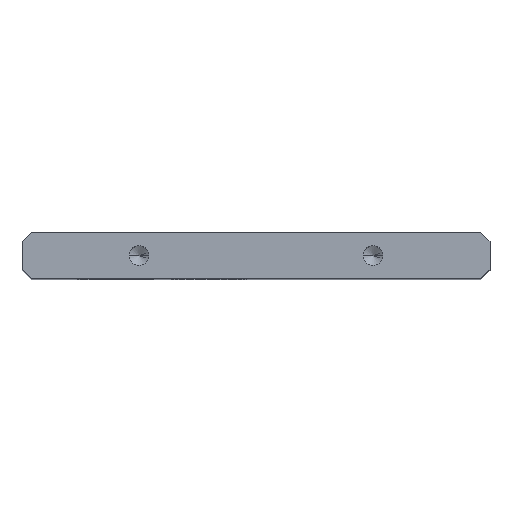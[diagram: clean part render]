
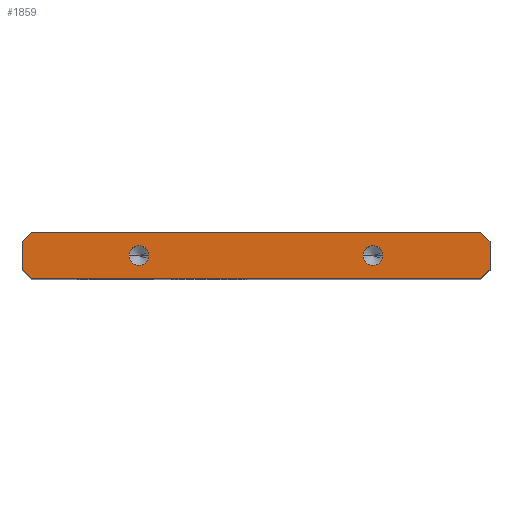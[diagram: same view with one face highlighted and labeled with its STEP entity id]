
A CAD part, top view. The second image highlights one B-rep face of the part: STEP entity #1859.
In plain terms, the highlighted planar face has unit normal (0, 0, 1).
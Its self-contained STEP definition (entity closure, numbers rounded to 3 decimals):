
#47 = AXIS2_PLACEMENT_3D ( 'NONE', #1282, #746, #1111 ) ;
#64 = VERTEX_POINT ( 'NONE', #569 ) ;
#69 = CARTESIAN_POINT ( 'NONE',  ( -17.1, 0., 68.094 ) ) ;
#91 = PLANE ( 'NONE',  #47 ) ;
#109 = CARTESIAN_POINT ( 'NONE',  ( 58., -5., 68.094 ) ) ;
#124 = CARTESIAN_POINT ( 'NONE',  ( -38., 5., 68.094 ) ) ;
#150 = CIRCLE ( 'NONE', #1648, 2.1 ) ;
#166 = VERTEX_POINT ( 'NONE', #470 ) ;
#238 = VECTOR ( 'NONE', #363, 1000. ) ;
#244 = VERTEX_POINT ( 'NONE', #1795 ) ;
#274 = DIRECTION ( 'NONE',  ( 0., 0., 1. ) ) ;
#276 = CIRCLE ( 'NONE', #1486, 2.1 ) ;
#348 = ORIENTED_EDGE ( 'NONE', *, *, #1683, .F. ) ;
#360 = ORIENTED_EDGE ( 'NONE', *, *, #1694, .T. ) ;
#363 = DIRECTION ( 'NONE',  ( 0., -1., 0. ) ) ;
#400 = LINE ( 'NONE', #1881, #1123 ) ;
#467 = CARTESIAN_POINT ( 'NONE',  ( -40., 5., 68.094 ) ) ;
#470 = CARTESIAN_POINT ( 'NONE',  ( 32.9, 0., 68.094 ) ) ;
#522 = VERTEX_POINT ( 'NONE', #1821 ) ;
#551 = VERTEX_POINT ( 'NONE', #1992 ) ;
#569 = CARTESIAN_POINT ( 'NONE',  ( 60., -3., 68.094 ) ) ;
#575 = DIRECTION ( 'NONE',  ( -0.707, 0.707, 0. ) ) ;
#604 = VECTOR ( 'NONE', #1966, 1000. ) ;
#608 = CARTESIAN_POINT ( 'NONE',  ( 60., -3., 68.094 ) ) ;
#620 = CARTESIAN_POINT ( 'NONE',  ( 35., 0., 68.094 ) ) ;
#636 = LINE ( 'NONE', #1300, #604 ) ;
#651 = DIRECTION ( 'NONE',  ( 0.707, -0.707, 0. ) ) ;
#674 = VECTOR ( 'NONE', #1409, 1000. ) ;
#690 = EDGE_CURVE ( 'NONE', #166, #551, #742, .T. ) ;
#691 = ORIENTED_EDGE ( 'NONE', *, *, #1333, .T. ) ;
#696 = EDGE_CURVE ( 'NONE', #735, #1402, #1305, .T. ) ;
#735 = VERTEX_POINT ( 'NONE', #805 ) ;
#742 = CIRCLE ( 'NONE', #1769, 2.1 ) ;
#746 = DIRECTION ( 'NONE',  ( 0., 0., -1. ) ) ;
#755 = CARTESIAN_POINT ( 'NONE',  ( 58., 5., 68.094 ) ) ;
#760 = DIRECTION ( 'NONE',  ( 0., 0., 1. ) ) ;
#768 = DIRECTION ( 'NONE',  ( 0., 0., 1. ) ) ;
#805 = CARTESIAN_POINT ( 'NONE',  ( -38., -5., 68.094 ) ) ;
#827 = EDGE_LOOP ( 'NONE', ( #1390, #1208 ) ) ;
#834 = VERTEX_POINT ( 'NONE', #69 ) ;
#855 = EDGE_CURVE ( 'NONE', #834, #244, #276, .T. ) ;
#865 = VECTOR ( 'NONE', #1914, 1000. ) ;
#900 = DIRECTION ( 'NONE',  ( 1., 0., 0. ) ) ;
#901 = FACE_BOUND ( 'NONE', #827, .T. ) ;
#914 = FACE_OUTER_BOUND ( 'NONE', #1970, .T. ) ;
#923 = CARTESIAN_POINT ( 'NONE',  ( 35., 0., 68.094 ) ) ;
#956 = DIRECTION ( 'NONE',  ( 1., 0., 0. ) ) ;
#966 = CIRCLE ( 'NONE', #1629, 2.1 ) ;
#974 = DIRECTION ( 'NONE',  ( 1., 0., 0. ) ) ;
#983 = EDGE_CURVE ( 'NONE', #1367, #1910, #1121, .T. ) ;
#985 = EDGE_CURVE ( 'NONE', #551, #166, #966, .T. ) ;
#999 = VERTEX_POINT ( 'NONE', #1596 ) ;
#1009 = ORIENTED_EDGE ( 'NONE', *, *, #2080, .T. ) ;
#1030 = VECTOR ( 'NONE', #1965, 1000. ) ;
#1074 = VERTEX_POINT ( 'NONE', #1839 ) ;
#1111 = DIRECTION ( 'NONE',  ( -1., 0., 0. ) ) ;
#1118 = CARTESIAN_POINT ( 'NONE',  ( -38., 5., 68.094 ) ) ;
#1121 = LINE ( 'NONE', #467, #1030 ) ;
#1123 = VECTOR ( 'NONE', #575, 1000. ) ;
#1168 = ORIENTED_EDGE ( 'NONE', *, *, #1493, .T. ) ;
#1174 = EDGE_CURVE ( 'NONE', #522, #64, #1356, .T. ) ;
#1208 = ORIENTED_EDGE ( 'NONE', *, *, #690, .F. ) ;
#1246 = LINE ( 'NONE', #608, #865 ) ;
#1268 = ORIENTED_EDGE ( 'NONE', *, *, #1887, .T. ) ;
#1282 = CARTESIAN_POINT ( 'NONE',  ( -40., 5., 68.094 ) ) ;
#1300 = CARTESIAN_POINT ( 'NONE',  ( -40., 5., 68.094 ) ) ;
#1305 = LINE ( 'NONE', #1779, #1838 ) ;
#1333 = EDGE_CURVE ( 'NONE', #522, #1910, #400, .T. ) ;
#1356 = LINE ( 'NONE', #1514, #238 ) ;
#1360 = EDGE_LOOP ( 'NONE', ( #348, #2027 ) ) ;
#1365 = DIRECTION ( 'NONE',  ( 0., 0., 1. ) ) ;
#1367 = VERTEX_POINT ( 'NONE', #1118 ) ;
#1390 = ORIENTED_EDGE ( 'NONE', *, *, #985, .F. ) ;
#1402 = VERTEX_POINT ( 'NONE', #109 ) ;
#1409 = DIRECTION ( 'NONE',  ( -0.707, -0.707, 0. ) ) ;
#1437 = DIRECTION ( 'NONE',  ( 1., 0., 0. ) ) ;
#1458 = LINE ( 'NONE', #1785, #1535 ) ;
#1486 = AXIS2_PLACEMENT_3D ( 'NONE', #2054, #1365, #900 ) ;
#1493 = EDGE_CURVE ( 'NONE', #1402, #64, #1246, .T. ) ;
#1514 = CARTESIAN_POINT ( 'NONE',  ( 60., 5., 68.094 ) ) ;
#1535 = VECTOR ( 'NONE', #651, 1000. ) ;
#1596 = CARTESIAN_POINT ( 'NONE',  ( -40., -3., 68.094 ) ) ;
#1598 = FACE_BOUND ( 'NONE', #1360, .T. ) ;
#1606 = LINE ( 'NONE', #124, #674 ) ;
#1629 = AXIS2_PLACEMENT_3D ( 'NONE', #923, #274, #974 ) ;
#1648 = AXIS2_PLACEMENT_3D ( 'NONE', #2134, #768, #1931 ) ;
#1673 = ORIENTED_EDGE ( 'NONE', *, *, #1174, .F. ) ;
#1683 = EDGE_CURVE ( 'NONE', #244, #834, #150, .T. ) ;
#1694 = EDGE_CURVE ( 'NONE', #999, #735, #1458, .T. ) ;
#1720 = ORIENTED_EDGE ( 'NONE', *, *, #696, .T. ) ;
#1758 = ORIENTED_EDGE ( 'NONE', *, *, #983, .F. ) ;
#1769 = AXIS2_PLACEMENT_3D ( 'NONE', #620, #760, #1437 ) ;
#1779 = CARTESIAN_POINT ( 'NONE',  ( -40., -5., 68.094 ) ) ;
#1785 = CARTESIAN_POINT ( 'NONE',  ( -40., -3., 68.094 ) ) ;
#1795 = CARTESIAN_POINT ( 'NONE',  ( -12.9, 0., 68.094 ) ) ;
#1821 = CARTESIAN_POINT ( 'NONE',  ( 60., 3., 68.094 ) ) ;
#1838 = VECTOR ( 'NONE', #956, 1000. ) ;
#1839 = CARTESIAN_POINT ( 'NONE',  ( -40., 3., 68.094 ) ) ;
#1859 = ADVANCED_FACE ( 'NONE', ( #1598, #901, #914 ), #91, .F. ) ;
#1881 = CARTESIAN_POINT ( 'NONE',  ( 58., 5., 68.094 ) ) ;
#1887 = EDGE_CURVE ( 'NONE', #1367, #1074, #1606, .T. ) ;
#1910 = VERTEX_POINT ( 'NONE', #755 ) ;
#1914 = DIRECTION ( 'NONE',  ( 0.707, 0.707, 0. ) ) ;
#1931 = DIRECTION ( 'NONE',  ( 1., 0., 0. ) ) ;
#1965 = DIRECTION ( 'NONE',  ( 1., 0., 0. ) ) ;
#1966 = DIRECTION ( 'NONE',  ( 0., -1., 0. ) ) ;
#1970 = EDGE_LOOP ( 'NONE', ( #1720, #1168, #1673, #691, #1758, #1268, #1009, #360 ) ) ;
#1992 = CARTESIAN_POINT ( 'NONE',  ( 37.1, 0., 68.094 ) ) ;
#2027 = ORIENTED_EDGE ( 'NONE', *, *, #855, .F. ) ;
#2054 = CARTESIAN_POINT ( 'NONE',  ( -15., 0., 68.094 ) ) ;
#2080 = EDGE_CURVE ( 'NONE', #1074, #999, #636, .T. ) ;
#2134 = CARTESIAN_POINT ( 'NONE',  ( -15., 0., 68.094 ) ) ;
